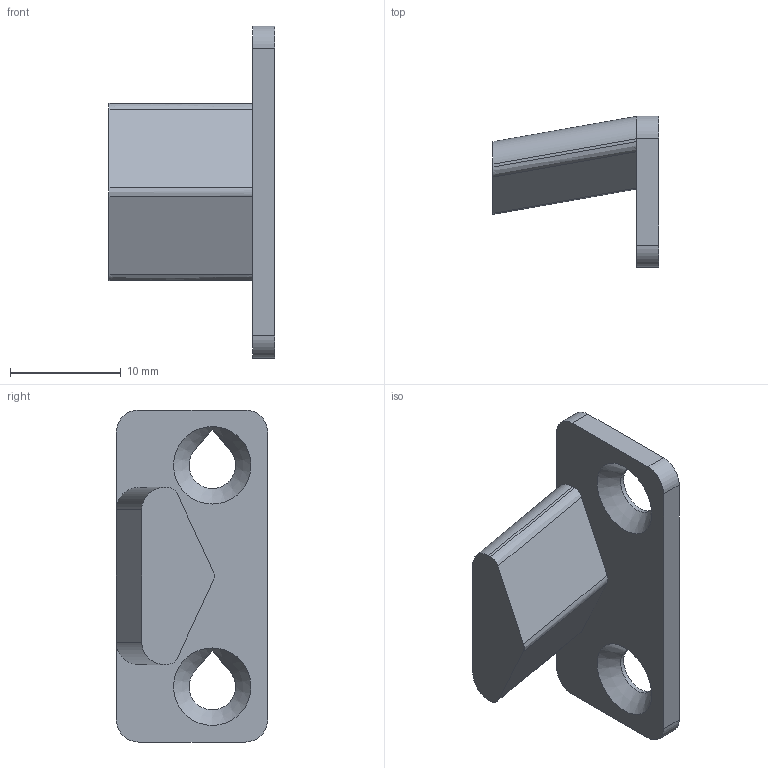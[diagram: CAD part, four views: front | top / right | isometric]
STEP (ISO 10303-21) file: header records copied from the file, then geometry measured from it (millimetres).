
FILE_DESCRIPTION(/* description */ (''),/* implementation_level */ '2;1');
FILE_NAME(/* name */ 'Cricut Mat Hook.step',/* time_stamp */ '2025-12-08T13:01:30-06:00',/* author */ (''),/* organization */ (''),/* preprocessor_version */ 'ST-DEVELOPER v20.1',/* originating_system */ 'Autodesk Translation Framework v14.21.0.0',/* authorisation */ '');
FILE_SCHEMA (('AUTOMOTIVE_DESIGN { 1 0 10303 214 3 1 1 }'));
Length unit declared in the file: millimetre
Products named in the file (2): (Unsaved); Cricut Mat Hook V2
Assembly tree (1 placements, depth 2):
  (Unsaved)
    Cricut Mat Hook V2
Bounding box: 15 x 13.66 x 30 mm (x, y, z)
Volume: 1691.5 mm3; surface area: 1452.8 mm2
Topology: 1 solids, 1 shells, 29 faces, 79 edges, 52 vertices
Faces by surface type: plane 16, cylinder 8, bspline 3, cone 2
Entity records: 983 total; most frequent: CARTESIAN_POINT 186, DIRECTION 159, ORIENTED_EDGE 158, EDGE_CURVE 79, AXIS2_PLACEMENT_3D 55, VERTEX_POINT 52, LINE 49, VECTOR 49
